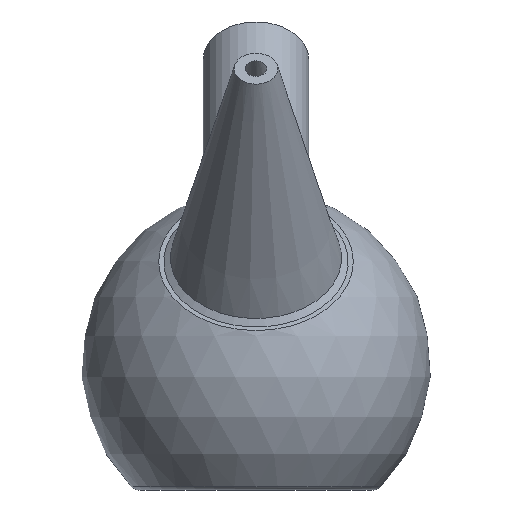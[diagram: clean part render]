
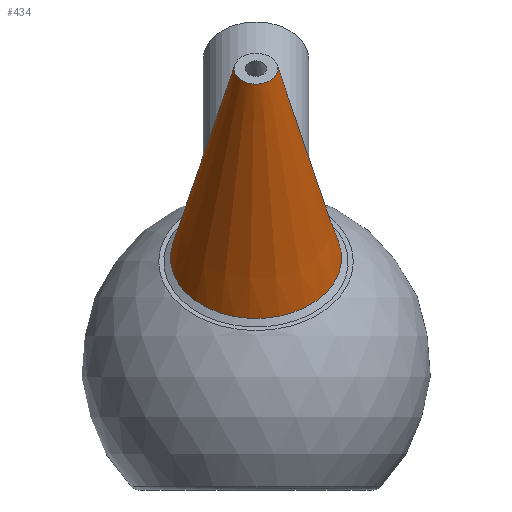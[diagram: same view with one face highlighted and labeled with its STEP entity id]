
A CAD part, left-side view. The second image highlights one B-rep face of the part: STEP entity #434.
In plain terms, the highlighted conical face has half-angle 13.387 degrees and reference radius 4 mm.
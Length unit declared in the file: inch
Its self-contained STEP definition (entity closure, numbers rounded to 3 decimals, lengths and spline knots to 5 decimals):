
#61 = CONICAL_SURFACE('',#62,0.66535,0.902);
#62 = AXIS2_PLACEMENT_3D('',#63,#64,#65);
#63 = CARTESIAN_POINT('',(-0.74005,0.,
    0.74005));
#64 = DIRECTION('',(0.707,-0.,-0.707));
#65 = DIRECTION('',(-0.305,0.903,-0.305));
#197 = VERTEX_POINT('',#198);
#198 = CARTESIAN_POINT('',(-0.95497,0.55674,0.57928)
  );
#219 = EDGE_CURVE('',#197,#197,#220,.T.);
#220 = SURFACE_CURVE('',#221,(#226,#233),.PCURVE_S1.);
#221 = CIRCLE('',#222,0.61687);
#222 = AXIS2_PLACEMENT_3D('',#223,#224,#225);
#223 = CARTESIAN_POINT('',(-0.76713,0.,
    0.76713));
#224 = DIRECTION('',(0.707,0.,-0.707)
  );
#225 = DIRECTION('',(-0.305,0.903,-0.305));
#226 = PCURVE('',#61,#227);
#227 = DEFINITIONAL_REPRESENTATION('',(#228),#232);
#228 = LINE('',#229,#230);
#229 = CARTESIAN_POINT('',(0.,-0.038));
#230 = VECTOR('',#231,1.);
#231 = DIRECTION('',(1.,-0.));
#232 = ( GEOMETRIC_REPRESENTATION_CONTEXT(2) 
PARAMETRIC_REPRESENTATION_CONTEXT() REPRESENTATION_CONTEXT('2D SPACE',''
  ) );
#233 = PCURVE('',#234,#239);
#234 = CONICAL_SURFACE('',#235,0.15748,0.234);
#235 = AXIS2_PLACEMENT_3D('',#236,#237,#238);
#236 = CARTESIAN_POINT('',(-2.13199,0.,
    2.13199));
#237 = DIRECTION('',(0.707,0.,-0.707)
  );
#238 = DIRECTION('',(-0.305,0.903,-0.305));
#239 = DEFINITIONAL_REPRESENTATION('',(#240),#244);
#240 = LINE('',#241,#242);
#241 = CARTESIAN_POINT('',(0.,1.93));
#242 = VECTOR('',#243,1.);
#243 = DIRECTION('',(1.,0.));
#244 = ( GEOMETRIC_REPRESENTATION_CONTEXT(2) 
PARAMETRIC_REPRESENTATION_CONTEXT() REPRESENTATION_CONTEXT('2D SPACE',''
  ) );
#434 = ADVANCED_FACE('',(#435),#234,.T.);
#435 = FACE_BOUND('',#436,.T.);
#436 = EDGE_LOOP('',(#437,#460,#487,#488));
#437 = ORIENTED_EDGE('',*,*,#438,.F.);
#438 = EDGE_CURVE('',#439,#197,#441,.T.);
#439 = VERTEX_POINT('',#440);
#440 = CARTESIAN_POINT('',(-2.17994,0.14213,2.08403)
  );
#441 = SEAM_CURVE('',#442,(#446,#453),.PCURVE_S1.);
#442 = LINE('',#443,#444);
#443 = CARTESIAN_POINT('',(-2.17994,0.14213,2.08403)
  );
#444 = VECTOR('',#445,0.03937);
#445 = DIRECTION('',(0.617,0.209,-0.758));
#446 = PCURVE('',#234,#447);
#447 = DEFINITIONAL_REPRESENTATION('',(#448),#452);
#448 = LINE('',#449,#450);
#449 = CARTESIAN_POINT('',(0.,0.));
#450 = VECTOR('',#451,1.);
#451 = DIRECTION('',(0.,1.));
#452 = ( GEOMETRIC_REPRESENTATION_CONTEXT(2) 
PARAMETRIC_REPRESENTATION_CONTEXT() REPRESENTATION_CONTEXT('2D SPACE',''
  ) );
#453 = PCURVE('',#234,#454);
#454 = DEFINITIONAL_REPRESENTATION('',(#455),#459);
#455 = LINE('',#456,#457);
#456 = CARTESIAN_POINT('',(6.283,0.));
#457 = VECTOR('',#458,1.);
#458 = DIRECTION('',(0.,1.));
#459 = ( GEOMETRIC_REPRESENTATION_CONTEXT(2) 
PARAMETRIC_REPRESENTATION_CONTEXT() REPRESENTATION_CONTEXT('2D SPACE',''
  ) );
#460 = ORIENTED_EDGE('',*,*,#461,.T.);
#461 = EDGE_CURVE('',#439,#439,#462,.T.);
#462 = SURFACE_CURVE('',#463,(#468,#475),.PCURVE_S1.);
#463 = CIRCLE('',#464,0.15748);
#464 = AXIS2_PLACEMENT_3D('',#465,#466,#467);
#465 = CARTESIAN_POINT('',(-2.13199,0.,
    2.13199));
#466 = DIRECTION('',(0.707,0.,-0.707)
  );
#467 = DIRECTION('',(-0.305,0.903,-0.305));
#468 = PCURVE('',#234,#469);
#469 = DEFINITIONAL_REPRESENTATION('',(#470),#474);
#470 = LINE('',#471,#472);
#471 = CARTESIAN_POINT('',(0.,0.));
#472 = VECTOR('',#473,1.);
#473 = DIRECTION('',(1.,0.));
#474 = ( GEOMETRIC_REPRESENTATION_CONTEXT(2) 
PARAMETRIC_REPRESENTATION_CONTEXT() REPRESENTATION_CONTEXT('2D SPACE',''
  ) );
#475 = PCURVE('',#476,#481);
#476 = PLANE('',#477);
#477 = AXIS2_PLACEMENT_3D('',#478,#479,#480);
#478 = CARTESIAN_POINT('',(-2.13199,0.,
    2.13199));
#479 = DIRECTION('',(0.707,0.,-0.707)
  );
#480 = DIRECTION('',(-0.305,0.903,-0.305));
#481 = DEFINITIONAL_REPRESENTATION('',(#482),#486);
#482 = CIRCLE('',#483,0.15748);
#483 = AXIS2_PLACEMENT_2D('',#484,#485);
#484 = CARTESIAN_POINT('',(0.,0.));
#485 = DIRECTION('',(1.,0.));
#486 = ( GEOMETRIC_REPRESENTATION_CONTEXT(2) 
PARAMETRIC_REPRESENTATION_CONTEXT() REPRESENTATION_CONTEXT('2D SPACE',''
  ) );
#487 = ORIENTED_EDGE('',*,*,#438,.T.);
#488 = ORIENTED_EDGE('',*,*,#219,.F.);
